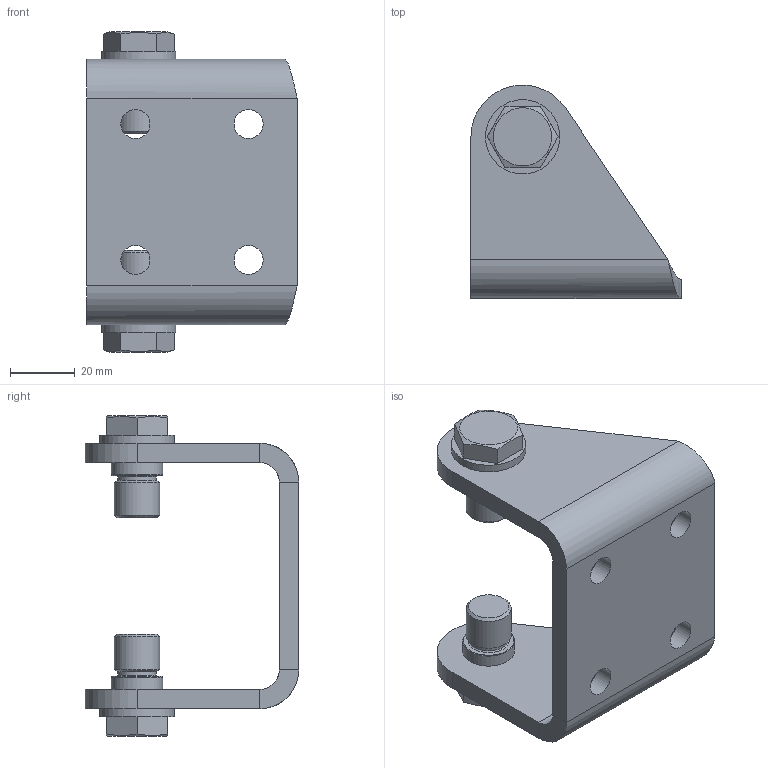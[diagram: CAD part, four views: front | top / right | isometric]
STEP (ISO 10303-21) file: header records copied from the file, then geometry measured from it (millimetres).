
FILE_DESCRIPTION((''),'2;1');
FILE_NAME('MCFI063.stp','2016-07-12T16:46:59',('carlo.corazza'),(''),'Autodesk Inventor 2013','Autodesk Inventor 2013','');
FILE_SCHEMA(('AUTOMOTIVE_DESIGN { 1 0 10303 214 1 1 1 1 }'));
Length unit declared in the file: millimetre
Products named in the file (1): MCFI063_Shrinkwrap_1
Bounding box: 65 x 65.99 x 99.1 mm (x, y, z)
Volume: 69951.9 mm3; surface area: 25612.5 mm2
Topology: 1 solids, 1 shells, 64 faces, 138 edges, 84 vertices
Faces by surface type: plane 34, cylinder 18, cone 8, torus 2, bspline 2
Full cylindrical faces by diameter (mm): 9 x4, 12 x2, 14 x2, 16 x2, 23 x2
Entity records: 1740 total; most frequent: CARTESIAN_POINT 363, DIRECTION 262, ORIENTED_EDGE 224, EDGE_CURVE 112, AXIS2_PLACEMENT_3D 103, EDGE_LOOP 102, VERTEX_POINT 80, STYLED_ITEM 65
